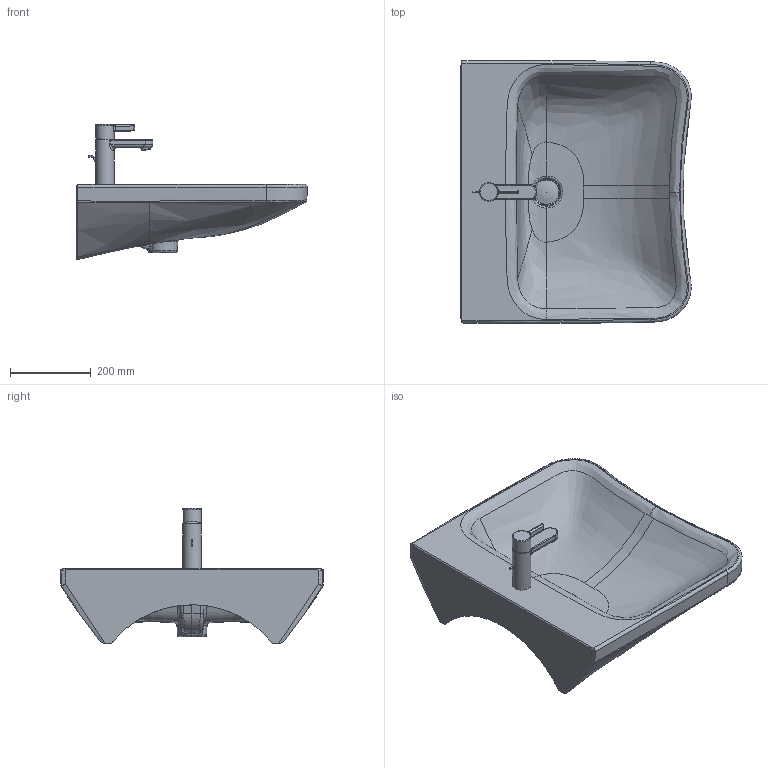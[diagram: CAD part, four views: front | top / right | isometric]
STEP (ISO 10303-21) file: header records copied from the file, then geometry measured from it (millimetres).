
FILE_DESCRIPTION((''),'2;1');
FILE_NAME('233065.stp','2014-10-25T11:22:56',('Administrator'),(''),'Autodesk Inventor 2011','Autodesk Inventor 2011','');
FILE_SCHEMA(('CONFIG_CONTROL_DESIGN'));
Length unit declared in the file: millimetre
Products named in the file (10): 233065; Armatur Durastyle Waschtisch; Fassung Sieb; Griff; Gehäuse; Hebel_Ventil; Gleitring; Kelch; Stopfen
Assembly tree (9 placements, depth 3):
  233065
    233065
    Armatur Durastyle Waschtisch
      Fassung Sieb
      Griff
      Gehäuse
      Hebel_Ventil
      Gleitring
    Kelch
    Stopfen
Bounding box: 569.86 x 649.64 x 334.79 mm (x, y, z)
Volume: 16260905.6 mm3; surface area: 1189963.5 mm2
Topology: 7 solids, 9 shells, 331 faces, 822 edges, 502 vertices
Faces by surface type: bspline 165, cylinder 69, plane 64, torus 17, sphere 9, cone 7
Full cylindrical faces by diameter (mm): 4 x2, 20.15 x1, 21.15 x1, 23.15 x1, 35 x1, 42 x1, 44 x1, 46 x2, 49 x1, 49.009 x1, 60 x1
Entity records: 73180 total; most frequent: CARTESIAN_POINT 65927, ORIENTED_EDGE 1566, DIRECTION 1041, EDGE_CURVE 785, VERTEX_POINT 493, AXIS2_PLACEMENT_3D 430, EDGE_LOOP 382, B_SPLINE_CURVE_WITH_KNOTS 358
